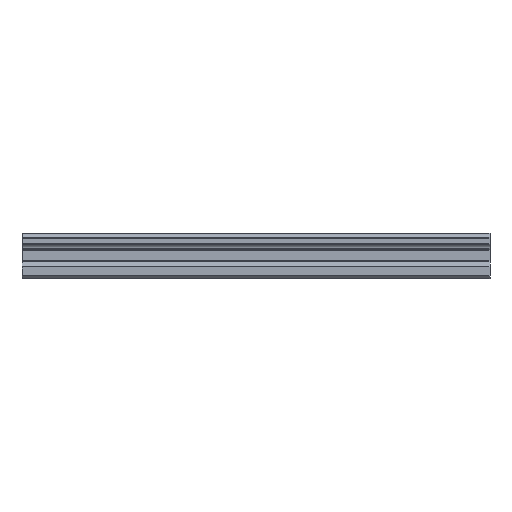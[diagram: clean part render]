
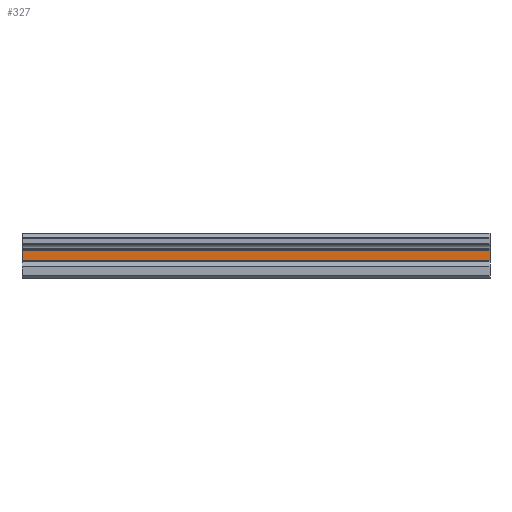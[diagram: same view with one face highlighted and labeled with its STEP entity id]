
A CAD part, top view. The second image highlights one B-rep face of the part: STEP entity #327.
In plain terms, the highlighted planar face has unit normal (0, 0, 1).
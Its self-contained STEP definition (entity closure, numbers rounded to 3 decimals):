
#49 = CARTESIAN_POINT ( 'NONE',  ( -60., 24.422, 18.75 ) ) ;
#61 = FACE_OUTER_BOUND ( 'NONE', #804, .T. ) ;
#71 = DIRECTION ( 'NONE',  ( 0., 0., -1. ) ) ;
#95 = DIRECTION ( 'NONE',  ( -1., 0., 0. ) ) ;
#104 = CARTESIAN_POINT ( 'NONE',  ( 270., 12.664, 18.75 ) ) ;
#256 = VERTEX_POINT ( 'NONE', #452 ) ;
#327 = ADVANCED_FACE ( 'NONE', ( #61 ), #976, .F. ) ;
#335 = DIRECTION ( 'NONE',  ( 0., 1., 0. ) ) ;
#364 = EDGE_CURVE ( 'NONE', #256, #970, #815, .T. ) ;
#434 = ORIENTED_EDGE ( 'NONE', *, *, #1700, .F. ) ;
#440 = LINE ( 'NONE', #104, #466 ) ;
#447 = AXIS2_PLACEMENT_3D ( 'NONE', #1791, #71, #335 ) ;
#452 = CARTESIAN_POINT ( 'NONE',  ( -60., 19.939, 18.75 ) ) ;
#466 = VECTOR ( 'NONE', #95, 1000. ) ;
#513 = VERTEX_POINT ( 'NONE', #704 ) ;
#569 = VECTOR ( 'NONE', #1414, 1000. ) ;
#576 = VECTOR ( 'NONE', #828, 1000. ) ;
#588 = CARTESIAN_POINT ( 'NONE',  ( 270., 12.664, 18.75 ) ) ;
#664 = CARTESIAN_POINT ( 'NONE',  ( 270., 24.422, 18.75 ) ) ;
#704 = CARTESIAN_POINT ( 'NONE',  ( 270., 19.939, 18.75 ) ) ;
#708 = DIRECTION ( 'NONE',  ( 0., -1., 0. ) ) ;
#804 = EDGE_LOOP ( 'NONE', ( #434, #1369, #1648, #1901 ) ) ;
#815 = LINE ( 'NONE', #49, #576 ) ;
#828 = DIRECTION ( 'NONE',  ( 0., -1., 0. ) ) ;
#970 = VERTEX_POINT ( 'NONE', #1046 ) ;
#976 = PLANE ( 'NONE',  #447 ) ;
#1019 = LINE ( 'NONE', #664, #1539 ) ;
#1046 = CARTESIAN_POINT ( 'NONE',  ( -60., 12.664, 18.75 ) ) ;
#1369 = ORIENTED_EDGE ( 'NONE', *, *, #1584, .F. ) ;
#1405 = EDGE_CURVE ( 'NONE', #256, #513, #1756, .T. ) ;
#1414 = DIRECTION ( 'NONE',  ( 1., 0., 0. ) ) ;
#1539 = VECTOR ( 'NONE', #708, 1000. ) ;
#1584 = EDGE_CURVE ( 'NONE', #513, #1787, #1019, .T. ) ;
#1623 = CARTESIAN_POINT ( 'NONE',  ( 270., 19.939, 18.75 ) ) ;
#1648 = ORIENTED_EDGE ( 'NONE', *, *, #1405, .F. ) ;
#1700 = EDGE_CURVE ( 'NONE', #1787, #970, #440, .T. ) ;
#1756 = LINE ( 'NONE', #1623, #569 ) ;
#1787 = VERTEX_POINT ( 'NONE', #588 ) ;
#1791 = CARTESIAN_POINT ( 'NONE',  ( 270., 19.939, 18.75 ) ) ;
#1901 = ORIENTED_EDGE ( 'NONE', *, *, #364, .T. ) ;
